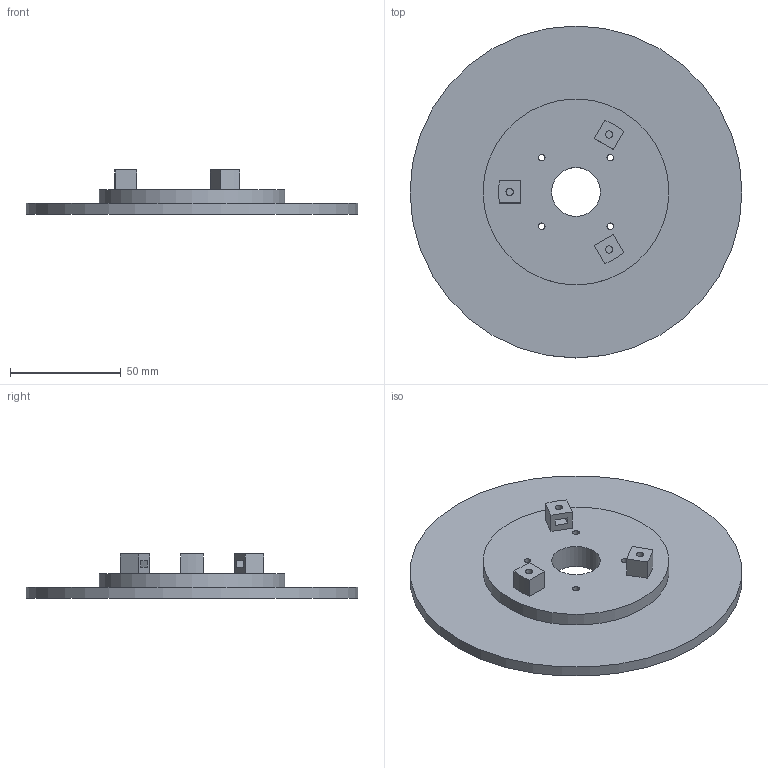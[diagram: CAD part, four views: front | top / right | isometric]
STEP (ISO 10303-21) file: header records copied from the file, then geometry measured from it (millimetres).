
FILE_DESCRIPTION(('FreeCAD Model'),'2;1');
FILE_NAME('art1.step', '2015-04-27T12:23:31',('Author'),(''), 'Open CASCADE STEP processor 6.8','FreeCAD','Unknown');
FILE_SCHEMA(('AUTOMOTIVE_DESIGN_CC2 { 1 2 10303 214 -1 1 5 4 }'));
Length unit declared in the file: millimetre
Products named in the file (1): Articulation_1-N
Bounding box: 150 x 150 x 20 mm (x, y, z)
Volume: 119302.6 mm3; surface area: 41143 mm2
Topology: 1 solids, 1 shells, 46 faces, 111 edges, 74 vertices
Faces by surface type: plane 33, cylinder 13
Full cylindrical faces by diameter (mm): 3 x4, 3.3 x3, 22 x1, 84 x1, 150 x1
Entity records: 2831 total; most frequent: CARTESIAN_POINT 514, DIRECTION 423, LINE 257, VECTOR 257, ORIENTED_EDGE 222, PCURVE 222, DEFINITIONAL_REPRESENTATION 222, EDGE_CURVE 111
